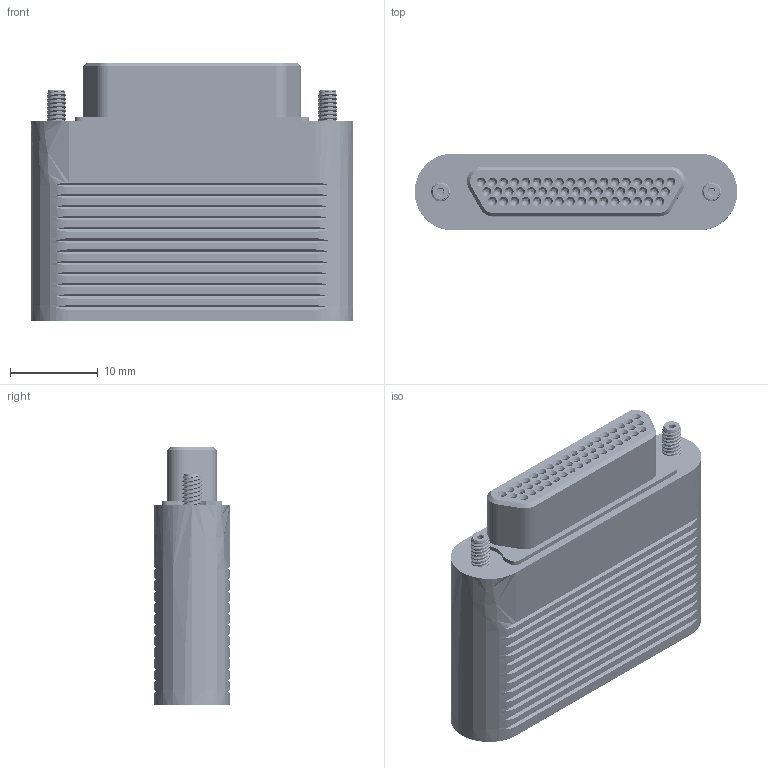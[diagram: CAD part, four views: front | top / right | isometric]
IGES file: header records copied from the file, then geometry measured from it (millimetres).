
Start section: SolidWorks IGES file using analytic representation for surfaces
Global section: file name: 23111-01-A.IGS; native system: SolidWorks 2010; preprocessor: SolidWorks 2010; author: Obadiah Bucchieri; date: 101007.163219; units: inch
Bounding box: 36.7 x 8.71 x 29.34 mm (x, y, z)
Surface area: 5236.3 mm2 (no closed solid volume)
Topology: 0 solids, 0 shells, 1954 faces, 22899 edges, 22540 vertices
Faces by surface type: revolution 1367, bspline 587
